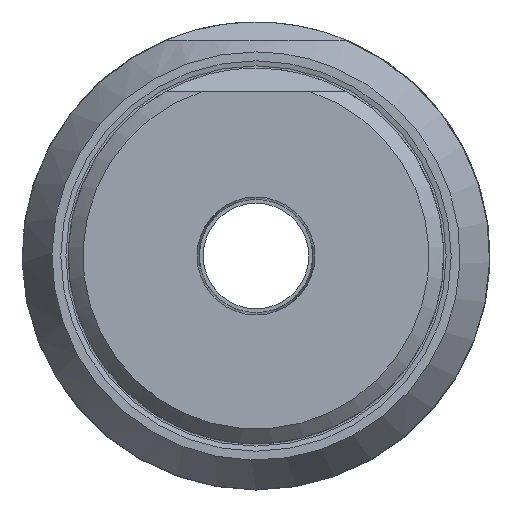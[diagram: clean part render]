
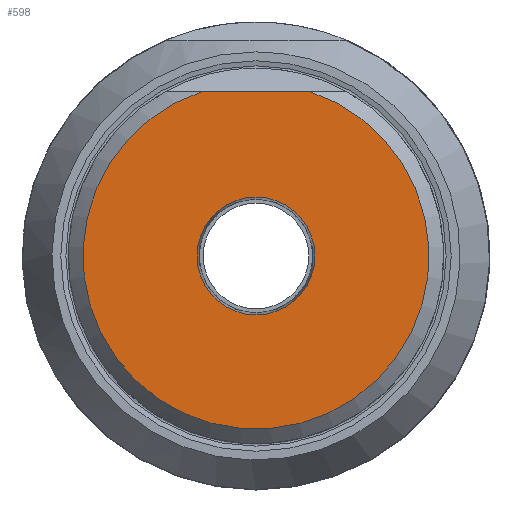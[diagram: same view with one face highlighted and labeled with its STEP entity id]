
A CAD part, left-side view. The second image highlights one B-rep face of the part: STEP entity #598.
In plain terms, the highlighted planar face has unit normal (-1, 0, 0).
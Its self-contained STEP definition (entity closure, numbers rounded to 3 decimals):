
#29 = LINE ( 'NONE', #167, #2307 ) ;
#125 = CARTESIAN_POINT ( 'NONE',  ( 0., 0., 0. ) ) ;
#167 = CARTESIAN_POINT ( 'NONE',  ( 0., 0., 22.23 ) ) ;
#206 = CIRCLE ( 'NONE', #1118, 23.395 ) ;
#268 = VERTEX_POINT ( 'NONE', #876 ) ;
#276 = DIRECTION ( 'NONE',  ( 1., 0., 0. ) ) ;
#417 = CARTESIAN_POINT ( 'NONE',  ( 0., 7.291, 22.23 ) ) ;
#418 = ORIENTED_EDGE ( 'NONE', *, *, #1888, .F. ) ;
#588 = FACE_BOUND ( 'NONE', #2350, .T. ) ;
#598 = ADVANCED_FACE ( 'NONE', ( #588, #614 ), #1875, .F. ) ;
#614 = FACE_OUTER_BOUND ( 'NONE', #2226, .T. ) ;
#744 = EDGE_CURVE ( 'NONE', #2202, #268, #206, .T. ) ;
#849 = DIRECTION ( 'NONE',  ( -1., 0., 0. ) ) ;
#858 = EDGE_CURVE ( 'NONE', #268, #2202, #29, .T. ) ;
#876 = CARTESIAN_POINT ( 'NONE',  ( 0., -7.291, 22.23 ) ) ;
#897 = AXIS2_PLACEMENT_3D ( 'NONE', #2212, #2041, #2056 ) ;
#898 = VERTEX_POINT ( 'NONE', #1027 ) ;
#1027 = CARTESIAN_POINT ( 'NONE',  ( 0., 0., 7.963 ) ) ;
#1036 = DIRECTION ( 'NONE',  ( 0., 0., 1. ) ) ;
#1118 = AXIS2_PLACEMENT_3D ( 'NONE', #125, #849, #1036 ) ;
#1158 = AXIS2_PLACEMENT_3D ( 'NONE', #2265, #276, #2272 ) ;
#1224 = DIRECTION ( 'NONE',  ( 0., 1., 0. ) ) ;
#1711 = ORIENTED_EDGE ( 'NONE', *, *, #744, .T. ) ;
#1787 = CIRCLE ( 'NONE', #897, 7.963 ) ;
#1821 = ORIENTED_EDGE ( 'NONE', *, *, #858, .T. ) ;
#1875 = PLANE ( 'NONE',  #1158 ) ;
#1888 = EDGE_CURVE ( 'NONE', #898, #898, #1787, .T. ) ;
#2041 = DIRECTION ( 'NONE',  ( -1., 0., 0. ) ) ;
#2056 = DIRECTION ( 'NONE',  ( 0., 0., 1. ) ) ;
#2202 = VERTEX_POINT ( 'NONE', #417 ) ;
#2212 = CARTESIAN_POINT ( 'NONE',  ( 0., 0., 0. ) ) ;
#2226 = EDGE_LOOP ( 'NONE', ( #1711, #1821 ) ) ;
#2265 = CARTESIAN_POINT ( 'NONE',  ( 0., 0., 0. ) ) ;
#2272 = DIRECTION ( 'NONE',  ( 0., 0., -1. ) ) ;
#2307 = VECTOR ( 'NONE', #1224, 1000. ) ;
#2350 = EDGE_LOOP ( 'NONE', ( #418 ) ) ;
